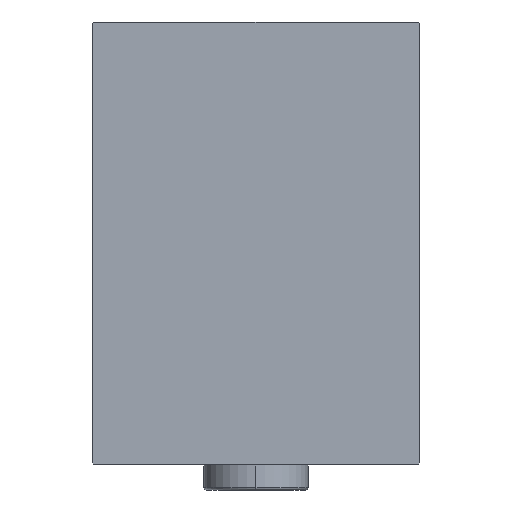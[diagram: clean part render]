
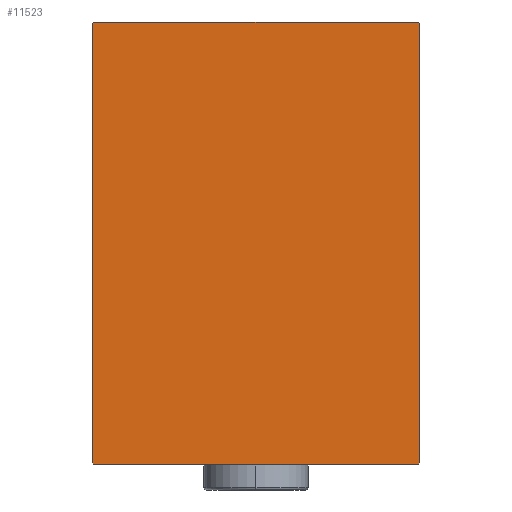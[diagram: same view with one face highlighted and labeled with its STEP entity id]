
A CAD part, left-side view. The second image highlights one B-rep face of the part: STEP entity #11523.
In plain terms, the highlighted face is planar.
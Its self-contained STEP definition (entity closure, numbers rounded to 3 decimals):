
#674 = DIRECTION ( 'NONE',  ( 1., 0., 0. ) ) ;
#685 = CARTESIAN_POINT ( 'NONE',  ( 88., -36.85, -36.85 ) ) ;
#1294 = VECTOR ( 'NONE', #28325, 1000. ) ;
#1555 = DIRECTION ( 'NONE',  ( 0., -1., 0. ) ) ;
#1785 = CARTESIAN_POINT ( 'NONE',  ( 88., -31.5, 42.5 ) ) ;
#2001 = DIRECTION ( 'NONE',  ( 0., -0.707, -0.707 ) ) ;
#2577 = CARTESIAN_POINT ( 'NONE',  ( 88., 31.5, 42.5 ) ) ;
#4080 = ORIENTED_EDGE ( 'NONE', *, *, #30240, .T. ) ;
#4925 = CARTESIAN_POINT ( 'NONE',  ( 88., 31.2, 42.5 ) ) ;
#5079 = CARTESIAN_POINT ( 'NONE',  ( 88., -36.85, 36.85 ) ) ;
#5652 = EDGE_CURVE ( 'NONE', #38373, #18448, #7213, .T. ) ;
#6346 = EDGE_CURVE ( 'NONE', #29419, #25334, #24610, .T. ) ;
#7213 = LINE ( 'NONE', #20554, #11077 ) ;
#7905 = DIRECTION ( 'NONE',  ( 0., 0.707, -0.707 ) ) ;
#9898 = ORIENTED_EDGE ( 'NONE', *, *, #19103, .T. ) ;
#10540 = LINE ( 'NONE', #34356, #35045 ) ;
#10731 = ORIENTED_EDGE ( 'NONE', *, *, #6346, .T. ) ;
#11077 = VECTOR ( 'NONE', #33880, 1000. ) ;
#11523 = ADVANCED_FACE ( 'NONE', ( #24075 ), #21444, .T. ) ;
#14233 = EDGE_LOOP ( 'NONE', ( #9898, #27217, #4080, #10731, #26613, #17906, #29955, #26625 ) ) ;
#14237 = EDGE_CURVE ( 'NONE', #19772, #33867, #28260, .T. ) ;
#17474 = LINE ( 'NONE', #31229, #30339 ) ;
#17906 = ORIENTED_EDGE ( 'NONE', *, *, #21808, .T. ) ;
#17947 = DIRECTION ( 'NONE',  ( 0., 0., -1. ) ) ;
#18152 = CARTESIAN_POINT ( 'NONE',  ( 88., -31.2, 42.5 ) ) ;
#18448 = VERTEX_POINT ( 'NONE', #27513 ) ;
#19103 = EDGE_CURVE ( 'NONE', #38573, #38373, #10540, .T. ) ;
#19206 = VECTOR ( 'NONE', #7905, 1000. ) ;
#19772 = VERTEX_POINT ( 'NONE', #41627 ) ;
#20554 = CARTESIAN_POINT ( 'NONE',  ( 88., 36.85, -36.85 ) ) ;
#21444 = PLANE ( 'NONE',  #29276 ) ;
#21808 = EDGE_CURVE ( 'NONE', #22898, #19772, #28689, .T. ) ;
#22898 = VERTEX_POINT ( 'NONE', #18152 ) ;
#23871 = LINE ( 'NONE', #685, #19206 ) ;
#24075 = FACE_OUTER_BOUND ( 'NONE', #14233, .T. ) ;
#24124 = EDGE_CURVE ( 'NONE', #25334, #22898, #39304, .T. ) ;
#24610 = LINE ( 'NONE', #25634, #1294 ) ;
#25334 = VERTEX_POINT ( 'NONE', #4925 ) ;
#25634 = CARTESIAN_POINT ( 'NONE',  ( 88., 36.85, 36.85 ) ) ;
#25952 = CARTESIAN_POINT ( 'NONE',  ( 88., -31.2, -42.5 ) ) ;
#26613 = ORIENTED_EDGE ( 'NONE', *, *, #24124, .T. ) ;
#26625 = ORIENTED_EDGE ( 'NONE', *, *, #30787, .T. ) ;
#27217 = ORIENTED_EDGE ( 'NONE', *, *, #5652, .T. ) ;
#27513 = CARTESIAN_POINT ( 'NONE',  ( 88., 31.5, -42.2 ) ) ;
#28260 = LINE ( 'NONE', #1785, #35641 ) ;
#28325 = DIRECTION ( 'NONE',  ( 0., -0.707, 0.707 ) ) ;
#28689 = LINE ( 'NONE', #5079, #29517 ) ;
#29276 = AXIS2_PLACEMENT_3D ( 'NONE', #30848, #674, #17947 ) ;
#29419 = VERTEX_POINT ( 'NONE', #36062 ) ;
#29517 = VECTOR ( 'NONE', #2001, 1000. ) ;
#29955 = ORIENTED_EDGE ( 'NONE', *, *, #14237, .T. ) ;
#30240 = EDGE_CURVE ( 'NONE', #18448, #29419, #17474, .T. ) ;
#30339 = VECTOR ( 'NONE', #30799, 1000. ) ;
#30787 = EDGE_CURVE ( 'NONE', #33867, #38573, #23871, .T. ) ;
#30799 = DIRECTION ( 'NONE',  ( 0., 0., 1. ) ) ;
#30848 = CARTESIAN_POINT ( 'NONE',  ( 88., 0., 0. ) ) ;
#31229 = CARTESIAN_POINT ( 'NONE',  ( 88., 31.5, -42.5 ) ) ;
#32969 = VECTOR ( 'NONE', #1555, 1000. ) ;
#33406 = CARTESIAN_POINT ( 'NONE',  ( 88., 31.2, -42.5 ) ) ;
#33703 = DIRECTION ( 'NONE',  ( 0., 1., 0. ) ) ;
#33867 = VERTEX_POINT ( 'NONE', #34309 ) ;
#33880 = DIRECTION ( 'NONE',  ( 0., 0.707, 0.707 ) ) ;
#34309 = CARTESIAN_POINT ( 'NONE',  ( 88., -31.5, -42.2 ) ) ;
#34356 = CARTESIAN_POINT ( 'NONE',  ( 88., -31.5, -42.5 ) ) ;
#35045 = VECTOR ( 'NONE', #33703, 1000. ) ;
#35641 = VECTOR ( 'NONE', #38518, 1000. ) ;
#36062 = CARTESIAN_POINT ( 'NONE',  ( 88., 31.5, 42.2 ) ) ;
#38373 = VERTEX_POINT ( 'NONE', #33406 ) ;
#38518 = DIRECTION ( 'NONE',  ( 0., 0., -1. ) ) ;
#38573 = VERTEX_POINT ( 'NONE', #25952 ) ;
#39304 = LINE ( 'NONE', #2577, #32969 ) ;
#41627 = CARTESIAN_POINT ( 'NONE',  ( 88., -31.5, 42.2 ) ) ;
